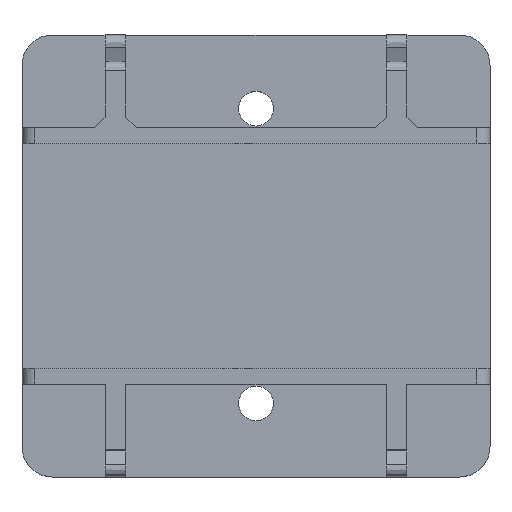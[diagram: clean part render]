
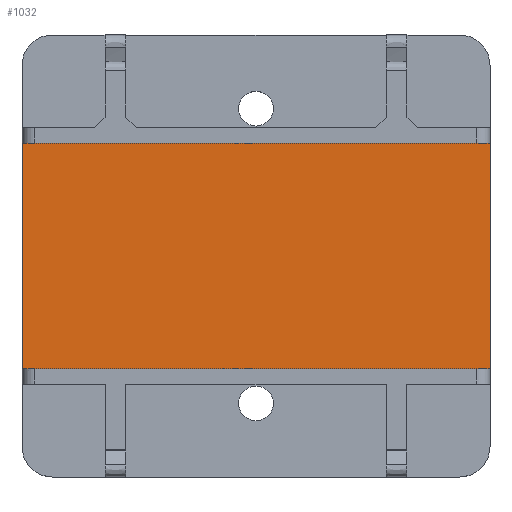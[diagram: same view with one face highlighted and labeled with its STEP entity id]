
A CAD part, top view. The second image highlights one B-rep face of the part: STEP entity #1032.
In plain terms, the highlighted planar face has unit normal (0, 0, 1).
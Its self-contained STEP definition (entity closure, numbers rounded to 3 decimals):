
#72=PLANE('',#1110);
#110=FACE_OUTER_BOUND('',#165,.T.);
#165=EDGE_LOOP('',(#792,#793,#794,#795));
#221=LINE('',#1419,#325);
#245=LINE('',#1486,#349);
#254=LINE('',#1507,#358);
#267=LINE('',#1536,#371);
#325=VECTOR('',#1175,10.);
#349=VECTOR('',#1219,10.);
#358=VECTOR('',#1236,10.);
#371=VECTOR('',#1263,10.);
#449=VERTEX_POINT('',#1416);
#450=VERTEX_POINT('',#1418);
#475=VERTEX_POINT('',#1485);
#483=VERTEX_POINT('',#1506);
#555=EDGE_CURVE('',#450,#449,#221,.T.);
#585=EDGE_CURVE('',#475,#450,#245,.T.);
#596=EDGE_CURVE('',#475,#483,#254,.T.);
#611=EDGE_CURVE('',#449,#483,#267,.T.);
#792=ORIENTED_EDGE('',*,*,#555,.T.);
#793=ORIENTED_EDGE('',*,*,#611,.T.);
#794=ORIENTED_EDGE('',*,*,#596,.F.);
#795=ORIENTED_EDGE('',*,*,#585,.T.);
#1032=ADVANCED_FACE('',(#110),#72,.T.);
#1110=AXIS2_PLACEMENT_3D('',#1535,#1261,#1262);
#1175=DIRECTION('',(1.,0.,0.));
#1219=DIRECTION('',(0.,-1.,0.));
#1236=DIRECTION('',(1.,0.,0.));
#1261=DIRECTION('center_axis',(0.,0.,1.));
#1262=DIRECTION('ref_axis',(1.,0.,0.));
#1263=DIRECTION('',(0.,1.,0.));
#1416=CARTESIAN_POINT('',(27.,-13.,2.4));
#1418=CARTESIAN_POINT('',(-27.,-13.,2.4));
#1419=CARTESIAN_POINT('',(13.5,-13.,2.4));
#1485=CARTESIAN_POINT('',(-27.,13.,2.4));
#1486=CARTESIAN_POINT('',(-27.,25.5,2.4));
#1506=CARTESIAN_POINT('',(27.,13.,2.4));
#1507=CARTESIAN_POINT('',(0.,13.,2.4));
#1535=CARTESIAN_POINT('Origin',(0.,0.,2.4));
#1536=CARTESIAN_POINT('',(27.,-25.5,2.4));
